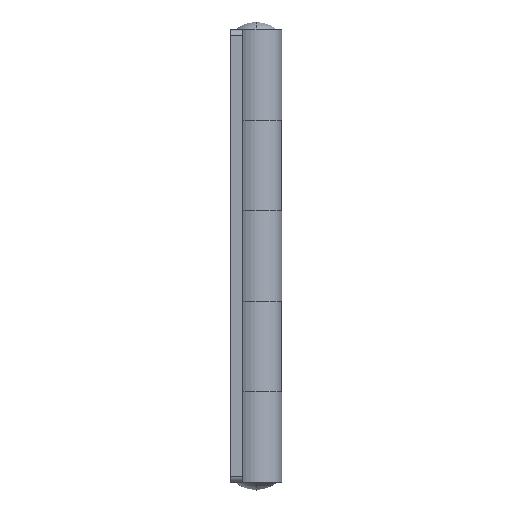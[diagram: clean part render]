
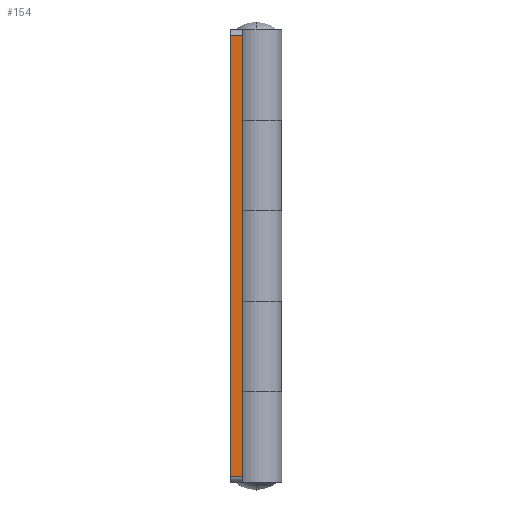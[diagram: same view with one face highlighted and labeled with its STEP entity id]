
A CAD part, left-side view. The second image highlights one B-rep face of the part: STEP entity #154.
In plain terms, the highlighted planar face has unit normal (-1, 0, 0).
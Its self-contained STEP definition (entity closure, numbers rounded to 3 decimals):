
#154=ADVANCED_FACE('',(#275),#274,.T.);
#274=PLANE('',#986);
#275=FACE_OUTER_BOUND('',#987,.T.);
#983=CARTESIAN_POINT('',(-25.,-2.2,-6.3));
#984=DIRECTION('',(-1.,0.,0.));
#985=DIRECTION('',(0.,0.,1.));
#986=AXIS2_PLACEMENT_3D('',#983,#984,#985);
#987=EDGE_LOOP('',(#1372,#1373,#1374,#1375));
#1372=ORIENTED_EDGE('',*,*,#1739,.T.);
#1373=ORIENTED_EDGE('',*,*,#1768,.T.);
#1374=ORIENTED_EDGE('',*,*,#1769,.F.);
#1375=ORIENTED_EDGE('',*,*,#1770,.T.);
#1739=EDGE_CURVE('',#1999,#1992,#2000,.T.);
#1768=EDGE_CURVE('',#1992,#2198,#2199,.T.);
#1769=EDGE_CURVE('',#2205,#2198,#2206,.T.);
#1770=EDGE_CURVE('',#2205,#1999,#2212,.T.);
#1992=VERTEX_POINT('',#3305);
#1999=VERTEX_POINT('',#3310);
#2000=LINE('',#3311,#3312);
#2198=VERTEX_POINT('',#3438);
#2199=LINE('',#3439,#3440);
#2205=VERTEX_POINT('',#3442);
#2206=LINE('',#3443,#3444);
#2212=LINE('',#3446,#3447);
#3305=CARTESIAN_POINT('',(-25.,0.,1.));
#3310=CARTESIAN_POINT('',(-25.,0.,74.));
#3311=CARTESIAN_POINT('',(-25.,0.,74.));
#3312=VECTOR('',#3313,73.);
#3313=DIRECTION('',(0.,0.,-1.));
#3438=CARTESIAN_POINT('',(-25.,-2.,1.));
#3439=CARTESIAN_POINT('',(-25.,0.,1.));
#3440=VECTOR('',#3441,2.);
#3441=DIRECTION('',(0.,-1.,0.));
#3442=CARTESIAN_POINT('',(-25.,-2.,74.));
#3443=CARTESIAN_POINT('',(-25.,-2.,74.));
#3444=VECTOR('',#3445,73.);
#3445=DIRECTION('',(0.,0.,-1.));
#3446=CARTESIAN_POINT('',(-25.,-2.,74.));
#3447=VECTOR('',#3448,2.);
#3448=DIRECTION('',(0.,1.,0.));
